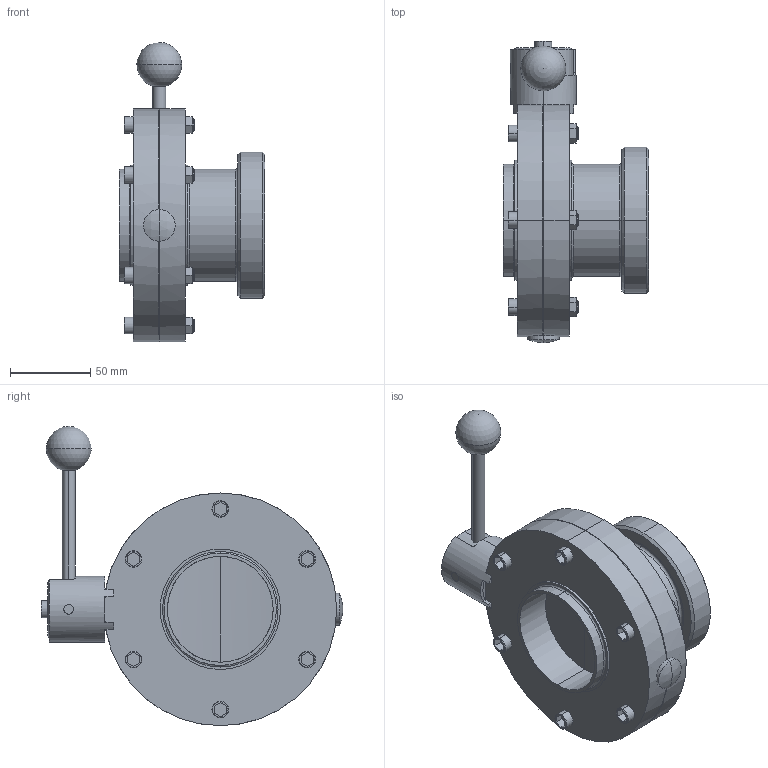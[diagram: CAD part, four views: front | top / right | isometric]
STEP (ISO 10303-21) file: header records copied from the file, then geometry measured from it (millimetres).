
FILE_DESCRIPTION (( 'STEP AP203' ), '1' );
FILE_NAME ('3D-M4305_DN65_174451545_174451565.STEP', '2024-09-19T08:03:02', ( '' ), ( '' ), 'SwSTEP 2.0', 'SolidWorks 2024', '' );
FILE_SCHEMA (( 'CONFIG_CONTROL_DESIGN' ));
Length unit declared in the file: millimetre
Products named in the file (1): 3D-M4305_DN65_174451545_174451565
Bounding box: 90.74 x 187.93 x 186.5 mm (x, y, z)
Volume: 550308.9 mm3; surface area: 116152.1 mm2
Topology: 6 solids, 6 shells, 264 faces, 612 edges, 388 vertices
Faces by surface type: plane 133, cylinder 73, cone 32, torus 18, sphere 8
Entity records: 8036 total; most frequent: CARTESIAN_POINT 1805, DIRECTION 1339, ORIENTED_EDGE 1216, EDGE_CURVE 608, AXIS2_PLACEMENT_3D 492, VERTEX_POINT 386, VECTOR 355, LINE 355
